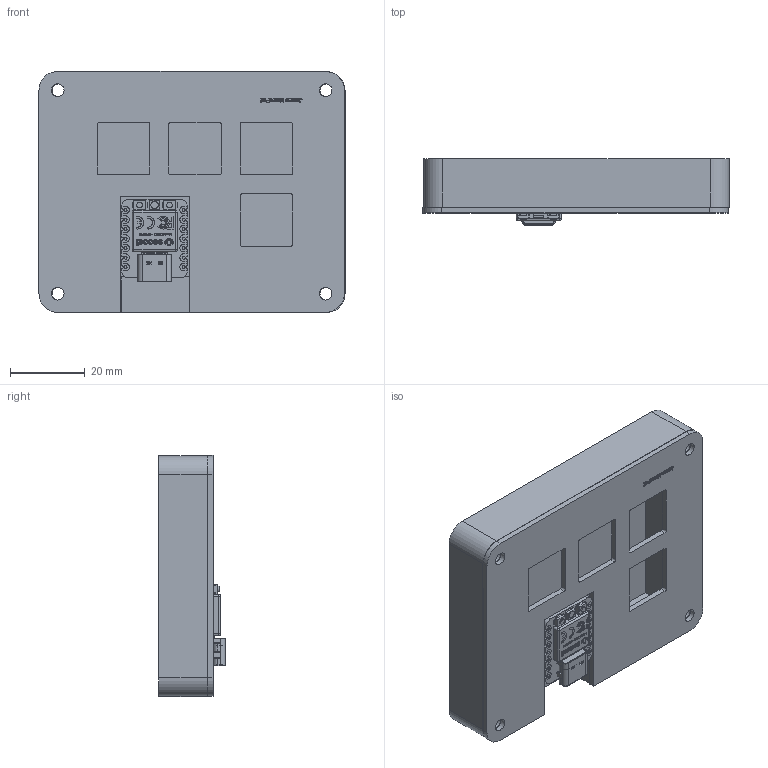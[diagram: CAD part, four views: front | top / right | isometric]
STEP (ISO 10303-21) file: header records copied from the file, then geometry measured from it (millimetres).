
FILE_DESCRIPTION(/* description */ (''),/* implementation_level */ '2;1');
FILE_NAME(/* name */ 'Jason''s MacroPad Top.step',/* time_stamp */ '2025-12-27T12:44:02Z',/* author */ (''),/* organization */ (''),/* preprocessor_version */ 'ST-DEVELOPER v20.1',/* originating_system */ 'Autodesk Translation Framework v14.21.0.0',/* authorisation */ '');
FILE_SCHEMA (('AUTOMOTIVE_DESIGN { 1 0 10303 214 3 1 1 }'));
Products named in the file (14): Jason's MacroPad Top; Jason's MacroPad v1; Jason's MacroPad; Seeed Studio XIAO RP2040 v26; main; type-c v2; smd_button v3; SK6805-2.4x2.7 v1; Shell; DOUT; DIN; VSS; VDD; smd_button v3(Mirror)
Assembly tree (11 placements, depth 5):
  Jason's MacroPad Top
    Seeed Studio XIAO RP2040 v26
      main
        type-c v2
        smd_button v3
        SK6805-2.4x2.7 v1
          Shell
          DOUT
          DIN
          VSS
          VDD
        smd_button v3(Mirror)
  Jason's MacroPad v1
  Jason's MacroPad
Bounding box: 81.71 x 17.78 x 64.35 mm (x, y, z)
Volume: 45140.2 mm3; surface area: 27323.1 mm2
Topology: 85 solids, 85 shells, 1669 faces, 4333 edges, 2850 vertices
Faces by surface type: plane 966, bspline 464, cylinder 211, torus 12, sphere 10, cone 6
Full cylindrical faces by diameter (mm): 0.4 x1, 0.5 x2, 0.8 x14, 1.5 x2, 2 x1, 3.4 x8, 6 x4
Entity records: 54269 total; most frequent: CARTESIAN_POINT 16063, ORIENTED_EDGE 8650, DIRECTION 6305, EDGE_CURVE 4325, LINE 2955, VECTOR 2955, VERTEX_POINT 2850, EDGE_LOOP 1791
